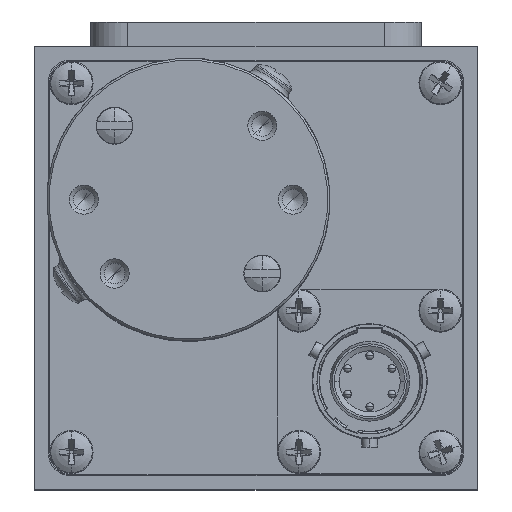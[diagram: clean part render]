
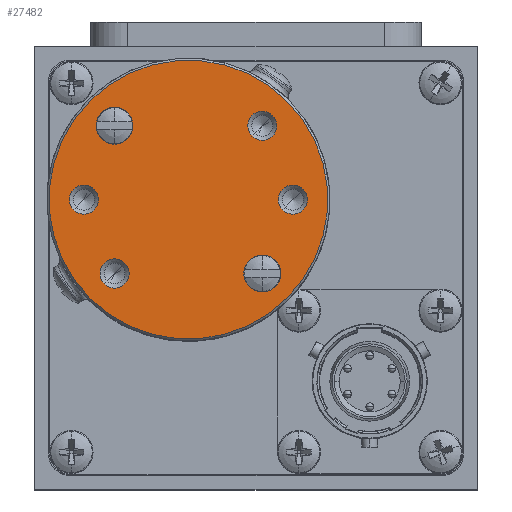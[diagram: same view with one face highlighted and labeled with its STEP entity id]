
A CAD part, top view. The second image highlights one B-rep face of the part: STEP entity #27482.
In plain terms, the highlighted planar face has unit normal (0, 0, 1).
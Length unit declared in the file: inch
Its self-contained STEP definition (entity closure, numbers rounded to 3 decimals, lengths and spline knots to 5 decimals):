
#546 = DIRECTION ( 'NONE',  ( 0.707, 0.707, 0. ) ) ;
#815 = EDGE_CURVE ( 'NONE', #11544, #29621, #43828, .T. ) ;
#976 = DIRECTION ( 'NONE',  ( 0., 0., 1. ) ) ;
#1000 = CARTESIAN_POINT ( 'NONE',  ( -0.3435, 0.3435, 4.138 ) ) ;
#1002 = DIRECTION ( 'NONE',  ( 0., 0., 1. ) ) ;
#1335 = CARTESIAN_POINT ( 'NONE',  ( -0.7713, -0.0843, 4.138 ) ) ;
#1744 = AXIS2_PLACEMENT_3D ( 'NONE', #11583, #38464, #11838 ) ;
#1981 = EDGE_CURVE ( 'NONE', #24616, #33472, #46282, .T. ) ;
#2000 = CARTESIAN_POINT ( 'NONE',  ( -0.82217, 0.39583, 4.138 ) ) ;
#2555 = DIRECTION ( 'NONE',  ( 0., 0., 1. ) ) ;
#2559 = DIRECTION ( 'NONE',  ( 0.707, 0.707, 0. ) ) ;
#2753 = FACE_BOUND ( 'NONE', #16464, .T. ) ;
#2879 = DIRECTION ( 'NONE',  ( 0.707, 0.707, 0. ) ) ;
#3000 = DIRECTION ( 'NONE',  ( 0., 0., -1. ) ) ;
#3797 = DIRECTION ( 'NONE',  ( 0.707, 0.707, 0. ) ) ;
#4035 = CIRCLE ( 'NONE', #46069, 0.074 ) ;
#4193 = AXIS2_PLACEMENT_3D ( 'NONE', #45343, #4845, #9326 ) ;
#4845 = DIRECTION ( 'NONE',  ( 0., 0., 1. ) ) ;
#5218 = CARTESIAN_POINT ( 'NONE',  ( -0.8745, 0.3435, 4.138 ) ) ;
#5801 = CIRCLE ( 'NONE', #31789, 0.7085 ) ;
#5979 = CARTESIAN_POINT ( 'NONE',  ( 0.15749, 0.84449, 4.138 ) ) ;
#7255 = EDGE_CURVE ( 'NONE', #30646, #41646, #25572, .T. ) ;
#7540 = ORIENTED_EDGE ( 'NONE', *, *, #42184, .F. ) ;
#7759 = AXIS2_PLACEMENT_3D ( 'NONE', #20968, #976, #40685 ) ;
#8272 = DIRECTION ( 'NONE',  ( 0., 0., 1. ) ) ;
#8337 = AXIS2_PLACEMENT_3D ( 'NONE', #12311, #20970, #17039 ) ;
#8546 = AXIS2_PLACEMENT_3D ( 'NONE', #18350, #2555, #34852 ) ;
#9147 = EDGE_CURVE ( 'NONE', #35640, #17562, #34249, .T. ) ;
#9174 = CARTESIAN_POINT ( 'NONE',  ( 0.23983, 0.39583, 4.138 ) ) ;
#9270 = AXIS2_PLACEMENT_3D ( 'NONE', #11597, #43388, #19720 ) ;
#9326 = DIRECTION ( 'NONE',  ( 0.707, 0.707, 0. ) ) ;
#9435 = DIRECTION ( 'NONE',  ( 0.707, 0.707, 0. ) ) ;
#9973 = EDGE_CURVE ( 'NONE', #36182, #49635, #46240, .T. ) ;
#10251 = ORIENTED_EDGE ( 'NONE', *, *, #35038, .T. ) ;
#11379 = EDGE_CURVE ( 'NONE', #46225, #39570, #24364, .T. ) ;
#11434 = DIRECTION ( 'NONE',  ( -1., 0., 0. ) ) ;
#11544 = VERTEX_POINT ( 'NONE', #14443 ) ;
#11583 = CARTESIAN_POINT ( 'NONE',  ( -0.71897, -0.03197, 4.138 ) ) ;
#11597 = CARTESIAN_POINT ( 'NONE',  ( -0.8745, 0.3435, 4.138 ) ) ;
#11617 = ORIENTED_EDGE ( 'NONE', *, *, #7255, .F. ) ;
#11631 = AXIS2_PLACEMENT_3D ( 'NONE', #17572, #45959, #2559 ) ;
#11838 = DIRECTION ( 'NONE',  ( 0.707, 0.707, 0. ) ) ;
#12311 = CARTESIAN_POINT ( 'NONE',  ( -0.71897, -0.03197, 4.138 ) ) ;
#12468 = CARTESIAN_POINT ( 'NONE',  ( 0.03197, -0.03197, 4.138 ) ) ;
#12818 = ORIENTED_EDGE ( 'NONE', *, *, #9147, .F. ) ;
#12964 = ORIENTED_EDGE ( 'NONE', *, *, #39368, .T. ) ;
#12999 = ORIENTED_EDGE ( 'NONE', *, *, #15434, .F. ) ;
#13104 = EDGE_LOOP ( 'NONE', ( #51961, #14100 ) ) ;
#13674 = DIRECTION ( 'NONE',  ( 0., 0., 1. ) ) ;
#14100 = ORIENTED_EDGE ( 'NONE', *, *, #9973, .F. ) ;
#14443 = CARTESIAN_POINT ( 'NONE',  ( 0.09826, 0.03432, 4.138 ) ) ;
#14859 = CARTESIAN_POINT ( 'NONE',  ( -0.3435, 0.3435, 4.138 ) ) ;
#15434 = EDGE_CURVE ( 'NONE', #17562, #35640, #27054, .T. ) ;
#15569 = CARTESIAN_POINT ( 'NONE',  ( 0.0843, 0.7713, 4.138 ) ) ;
#15713 = ORIENTED_EDGE ( 'NONE', *, *, #24987, .F. ) ;
#16464 = EDGE_LOOP ( 'NONE', ( #7540, #45691 ) ) ;
#16993 = CIRCLE ( 'NONE', #7759, 0.09375 ) ;
#17039 = DIRECTION ( 'NONE',  ( 0.707, 0.707, 0. ) ) ;
#17562 = VERTEX_POINT ( 'NONE', #9174 ) ;
#17572 = CARTESIAN_POINT ( 'NONE',  ( 0.1875, 0.3435, 4.138 ) ) ;
#18350 = CARTESIAN_POINT ( 'NONE',  ( -0.3435, 0.3435, 4.138 ) ) ;
#18807 = FACE_BOUND ( 'NONE', #40040, .T. ) ;
#18929 = ORIENTED_EDGE ( 'NONE', *, *, #20844, .F. ) ;
#19542 = AXIS2_PLACEMENT_3D ( 'NONE', #20994, #1002, #40208 ) ;
#19720 = DIRECTION ( 'NONE',  ( 0.707, 0.707, 0. ) ) ;
#19750 = CARTESIAN_POINT ( 'NONE',  ( -0.02035, 0.66665, 4.138 ) ) ;
#20155 = VERTEX_POINT ( 'NONE', #5979 ) ;
#20844 = EDGE_CURVE ( 'NONE', #33472, #24616, #4035, .T. ) ;
#20968 = CARTESIAN_POINT ( 'NONE',  ( -0.71897, 0.71897, 4.138 ) ) ;
#20970 = DIRECTION ( 'NONE',  ( 0., 0., 1. ) ) ;
#20994 = CARTESIAN_POINT ( 'NONE',  ( 0.1875, 0.3435, 4.138 ) ) ;
#21348 = EDGE_CURVE ( 'NONE', #29621, #11544, #23406, .T. ) ;
#22853 = AXIS2_PLACEMENT_3D ( 'NONE', #36527, #48712, #546 ) ;
#23406 = CIRCLE ( 'NONE', #42712, 0.09375 ) ;
#24364 = CIRCLE ( 'NONE', #1744, 0.074 ) ;
#24616 = VERTEX_POINT ( 'NONE', #42652 ) ;
#24621 = CARTESIAN_POINT ( 'NONE',  ( -0.84449, -0.15749, 4.138 ) ) ;
#24987 = EDGE_CURVE ( 'NONE', #41646, #30646, #48778, .T. ) ;
#25572 = CIRCLE ( 'NONE', #27279, 0.074 ) ;
#26820 = EDGE_CURVE ( 'NONE', #49635, #36182, #16993, .T. ) ;
#27054 = CIRCLE ( 'NONE', #19542, 0.074 ) ;
#27279 = AXIS2_PLACEMENT_3D ( 'NONE', #49728, #13674, #39072 ) ;
#27482 = ADVANCED_FACE ( 'NONE', ( #28657, #35303, #2753, #18807, #50903, #46959, #39031 ), #31380, .F. ) ;
#28608 = DIRECTION ( 'NONE',  ( -0.707, -0.707, 0. ) ) ;
#28657 = FACE_BOUND ( 'NONE', #49795, .T. ) ;
#28788 = AXIS2_PLACEMENT_3D ( 'NONE', #14859, #3000, #11434 ) ;
#29621 = VERTEX_POINT ( 'NONE', #36197 ) ;
#29683 = CARTESIAN_POINT ( 'NONE',  ( -0.65268, 0.78526, 4.138 ) ) ;
#29913 = ORIENTED_EDGE ( 'NONE', *, *, #1981, .F. ) ;
#30646 = VERTEX_POINT ( 'NONE', #15569 ) ;
#31203 = ORIENTED_EDGE ( 'NONE', *, *, #815, .F. ) ;
#31380 = PLANE ( 'NONE',  #28788 ) ;
#31789 = AXIS2_PLACEMENT_3D ( 'NONE', #1000, #40978, #28608 ) ;
#32441 = EDGE_LOOP ( 'NONE', ( #12999, #12818 ) ) ;
#32650 = CARTESIAN_POINT ( 'NONE',  ( 0.13517, 0.29117, 4.138 ) ) ;
#33472 = VERTEX_POINT ( 'NONE', #2000 ) ;
#34249 = CIRCLE ( 'NONE', #11631, 0.074 ) ;
#34852 = DIRECTION ( 'NONE',  ( -0.707, -0.707, 0. ) ) ;
#35038 = EDGE_CURVE ( 'NONE', #39071, #20155, #5801, .T. ) ;
#35303 = FACE_BOUND ( 'NONE', #13104, .T. ) ;
#35640 = VERTEX_POINT ( 'NONE', #32650 ) ;
#36182 = VERTEX_POINT ( 'NONE', #42264 ) ;
#36197 = CARTESIAN_POINT ( 'NONE',  ( -0.03432, -0.09826, 4.138 ) ) ;
#36527 = CARTESIAN_POINT ( 'NONE',  ( 0.03197, -0.03197, 4.138 ) ) ;
#37758 = EDGE_LOOP ( 'NONE', ( #18929, #29913 ) ) ;
#38121 = DIRECTION ( 'NONE',  ( 0., 0., 1. ) ) ;
#38464 = DIRECTION ( 'NONE',  ( 0., 0., 1. ) ) ;
#38799 = ORIENTED_EDGE ( 'NONE', *, *, #21348, .F. ) ;
#39031 = FACE_OUTER_BOUND ( 'NONE', #47467, .T. ) ;
#39071 = VERTEX_POINT ( 'NONE', #24621 ) ;
#39072 = DIRECTION ( 'NONE',  ( 0.707, 0.707, 0. ) ) ;
#39368 = EDGE_CURVE ( 'NONE', #20155, #39071, #48020, .T. ) ;
#39425 = CIRCLE ( 'NONE', #8337, 0.074 ) ;
#39570 = VERTEX_POINT ( 'NONE', #45635 ) ;
#40040 = EDGE_LOOP ( 'NONE', ( #11617, #15713 ) ) ;
#40208 = DIRECTION ( 'NONE',  ( 0.707, 0.707, 0. ) ) ;
#40685 = DIRECTION ( 'NONE',  ( 0.707, 0.707, 0. ) ) ;
#40978 = DIRECTION ( 'NONE',  ( 0., 0., 1. ) ) ;
#41646 = VERTEX_POINT ( 'NONE', #19750 ) ;
#42184 = EDGE_CURVE ( 'NONE', #39570, #46225, #39425, .T. ) ;
#42264 = CARTESIAN_POINT ( 'NONE',  ( -0.78526, 0.65268, 4.138 ) ) ;
#42331 = CARTESIAN_POINT ( 'NONE',  ( 0.03197, 0.71897, 4.138 ) ) ;
#42652 = CARTESIAN_POINT ( 'NONE',  ( -0.92683, 0.29117, 4.138 ) ) ;
#42712 = AXIS2_PLACEMENT_3D ( 'NONE', #12468, #8272, #3797 ) ;
#43388 = DIRECTION ( 'NONE',  ( 0., 0., 1. ) ) ;
#43828 = CIRCLE ( 'NONE', #22853, 0.09375 ) ;
#45343 = CARTESIAN_POINT ( 'NONE',  ( -0.71897, 0.71897, 4.138 ) ) ;
#45635 = CARTESIAN_POINT ( 'NONE',  ( -0.66665, 0.02035, 4.138 ) ) ;
#45691 = ORIENTED_EDGE ( 'NONE', *, *, #11379, .F. ) ;
#45959 = DIRECTION ( 'NONE',  ( 0., 0., 1. ) ) ;
#45977 = DIRECTION ( 'NONE',  ( 0., 0., 1. ) ) ;
#46069 = AXIS2_PLACEMENT_3D ( 'NONE', #5218, #45977, #9435 ) ;
#46225 = VERTEX_POINT ( 'NONE', #1335 ) ;
#46240 = CIRCLE ( 'NONE', #4193, 0.09375 ) ;
#46282 = CIRCLE ( 'NONE', #9270, 0.074 ) ;
#46959 = FACE_BOUND ( 'NONE', #37758, .T. ) ;
#47467 = EDGE_LOOP ( 'NONE', ( #10251, #12964 ) ) ;
#48020 = CIRCLE ( 'NONE', #8546, 0.7085 ) ;
#48712 = DIRECTION ( 'NONE',  ( 0., 0., 1. ) ) ;
#48778 = CIRCLE ( 'NONE', #49611, 0.074 ) ;
#49611 = AXIS2_PLACEMENT_3D ( 'NONE', #42331, #38121, #2879 ) ;
#49635 = VERTEX_POINT ( 'NONE', #29683 ) ;
#49728 = CARTESIAN_POINT ( 'NONE',  ( 0.03197, 0.71897, 4.138 ) ) ;
#49795 = EDGE_LOOP ( 'NONE', ( #31203, #38799 ) ) ;
#50903 = FACE_BOUND ( 'NONE', #32441, .T. ) ;
#51961 = ORIENTED_EDGE ( 'NONE', *, *, #26820, .F. ) ;
